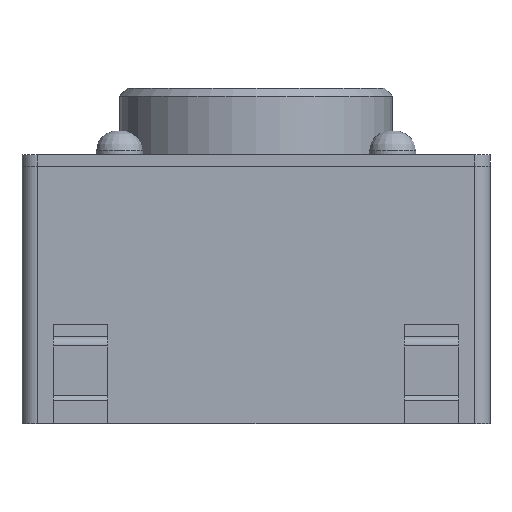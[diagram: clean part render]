
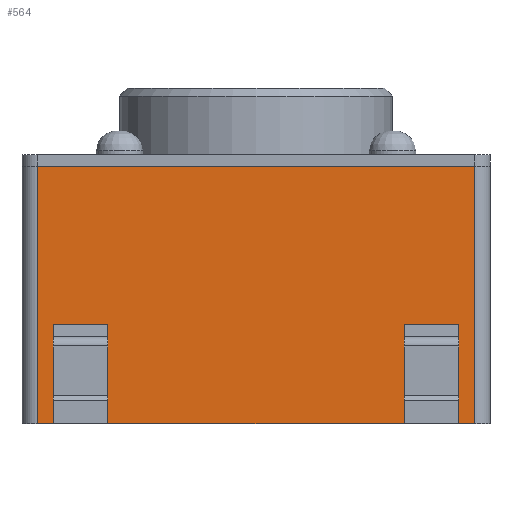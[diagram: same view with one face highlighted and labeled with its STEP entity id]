
A CAD part, left-side view. The second image highlights one B-rep face of the part: STEP entity #564.
In plain terms, the highlighted planar face has unit normal (-1, 0, 0).
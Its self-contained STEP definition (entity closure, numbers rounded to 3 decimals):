
#13=DIRECTION('',(0.,0.,1.));
#35=VECTOR('',#13,1.);
#47=DIRECTION('',(0.,-1.,0.));
#114=DIRECTION('',(1.,0.,0.));
#120=VERTEX_POINT('',#121);
#121=CARTESIAN_POINT('',(-3.,2.8,3.3));
#175=VECTOR('',#47,1.);
#245=VERTEX_POINT('',#246);
#246=CARTESIAN_POINT('',(-3.,2.8,0.));
#250=ORIENTED_EDGE('',*,*,#251,.T.);
#251=EDGE_CURVE('',#245,#120,#252,.T.);
#252=LINE('',#246,#35);
#289=ORIENTED_EDGE('',*,*,#290,.F.);
#290=EDGE_CURVE('',#245,#291,#293,.T.);
#291=VERTEX_POINT('',#292);
#292=CARTESIAN_POINT('',(-3.,-2.8,0.));
#293=LINE('',#294,#175);
#294=CARTESIAN_POINT('',(-3.,3.,0.));
#368=EDGE_CURVE('',#120,#369,#371,.T.);
#369=VERTEX_POINT('',#370);
#370=CARTESIAN_POINT('',(-3.,-2.8,3.3));
#371=LINE('',#372,#175);
#372=CARTESIAN_POINT('',(-3.,3.,3.3));
#530=VECTOR('',#531,1.);
#531=DIRECTION('',(0.,0.,1.));
#564=ADVANCED_FACE('',(#565,#571,#595),#617,.F.);
#565=FACE_BOUND('',#566,.F.);
#566=EDGE_LOOP('',(#289,#250,#567,#568));
#567=ORIENTED_EDGE('',*,*,#368,.T.);
#568=ORIENTED_EDGE('',*,*,#569,.F.);
#569=EDGE_CURVE('',#291,#369,#570,.T.);
#570=LINE('',#292,#35);
#571=FACE_BOUND('',#572,.F.);
#572=EDGE_LOOP('',(#573,#580,#587,#592));
#573=ORIENTED_EDGE('',*,*,#574,.F.);
#574=EDGE_CURVE('',#575,#577,#579,.T.);
#575=VERTEX_POINT('',#576);
#576=CARTESIAN_POINT('',(-3.,2.6,0.97));
#577=VERTEX_POINT('',#578);
#578=CARTESIAN_POINT('',(-3.,2.6,1.27));
#579=LINE('',#576,#530);
#580=ORIENTED_EDGE('',*,*,#581,.T.);
#581=EDGE_CURVE('',#575,#582,#584,.T.);
#582=VERTEX_POINT('',#583);
#583=CARTESIAN_POINT('',(-3.,1.9,0.97));
#584=LINE('',#576,#585);
#585=VECTOR('',#586,1.);
#586=DIRECTION('',(-0.,-1.,0.));
#587=ORIENTED_EDGE('',*,*,#588,.T.);
#588=EDGE_CURVE('',#582,#589,#591,.T.);
#589=VERTEX_POINT('',#590);
#590=CARTESIAN_POINT('',(-3.,1.9,1.27));
#591=LINE('',#583,#530);
#592=ORIENTED_EDGE('',*,*,#593,.F.);
#593=EDGE_CURVE('',#577,#589,#594,.T.);
#594=LINE('',#578,#585);
#595=FACE_BOUND('',#596,.F.);
#596=EDGE_LOOP('',(#597,#604,#609,#614));
#597=ORIENTED_EDGE('',*,*,#598,.F.);
#598=EDGE_CURVE('',#599,#601,#603,.T.);
#599=VERTEX_POINT('',#600);
#600=CARTESIAN_POINT('',(-3.,-1.9,1.27));
#601=VERTEX_POINT('',#602);
#602=CARTESIAN_POINT('',(-3.,-2.6,1.27));
#603=LINE('',#600,#585);
#604=ORIENTED_EDGE('',*,*,#605,.F.);
#605=EDGE_CURVE('',#606,#599,#608,.T.);
#606=VERTEX_POINT('',#607);
#607=CARTESIAN_POINT('',(-3.,-1.9,0.97));
#608=LINE('',#607,#530);
#609=ORIENTED_EDGE('',*,*,#610,.T.);
#610=EDGE_CURVE('',#606,#611,#613,.T.);
#611=VERTEX_POINT('',#612);
#612=CARTESIAN_POINT('',(-3.,-2.6,0.97));
#613=LINE('',#607,#585);
#614=ORIENTED_EDGE('',*,*,#615,.T.);
#615=EDGE_CURVE('',#611,#601,#616,.T.);
#616=LINE('',#612,#530);
#617=PLANE('',#618);
#618=AXIS2_PLACEMENT_3D('',#294,#114,#47);
